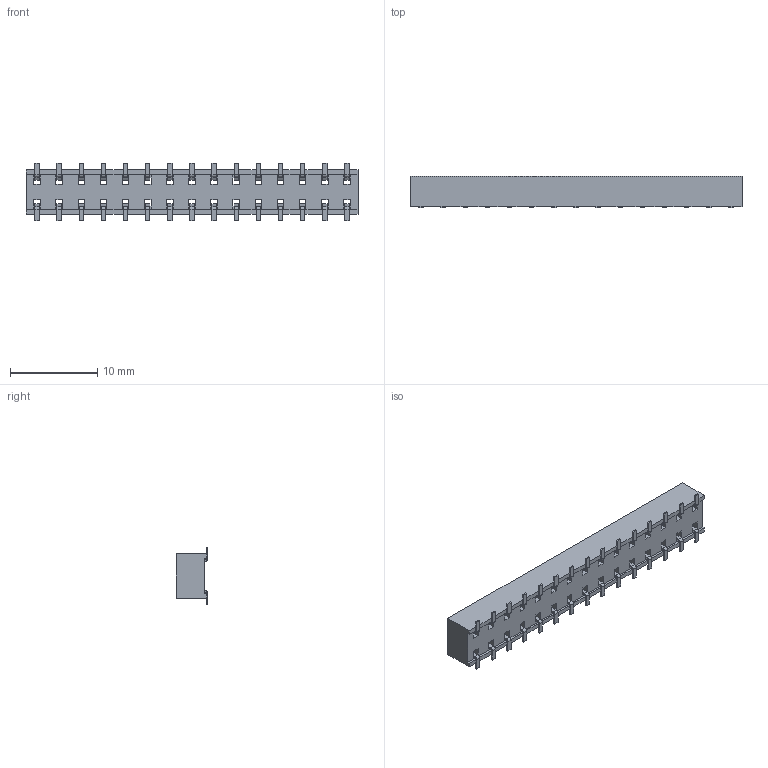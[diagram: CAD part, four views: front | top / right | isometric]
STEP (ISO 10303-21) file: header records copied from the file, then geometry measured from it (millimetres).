
FILE_DESCRIPTION(('STEP AP242'),'1');
FILE_NAME('hle-115-02-l-dv.stp','2022-10-17T15:42:16',('TraceParts'),('TraceParts S.A.'),'Spatial InterOp 3D',' ',' ');
FILE_SCHEMA(('AP242_MANAGED_MODEL_BASED_3D_ENGINEERING_MIM_LF {1 0 10303 442 1 1 4}'));
Length unit declared in the file: millimetre
Products named in the file (1): hle-115-02-l-dv
Bounding box: 38.1 x 3.66 x 6.58 mm (x, y, z)
Volume: 559.8 mm3; surface area: 1253.2 mm2
Topology: 1 solids, 1 shells, 980 faces, 2742 edges, 1748 vertices
Faces by surface type: plane 740, cylinder 240
Entity records: 39082 total; most frequent: ORIENTED_EDGE 5484, CARTESIAN_POINT 5471, DIRECTION 5184, EDGE_CURVE 2742, LINE 2262, VECTOR 2262, VERTEX_POINT 1748, AXIS2_PLACEMENT_3D 1461
